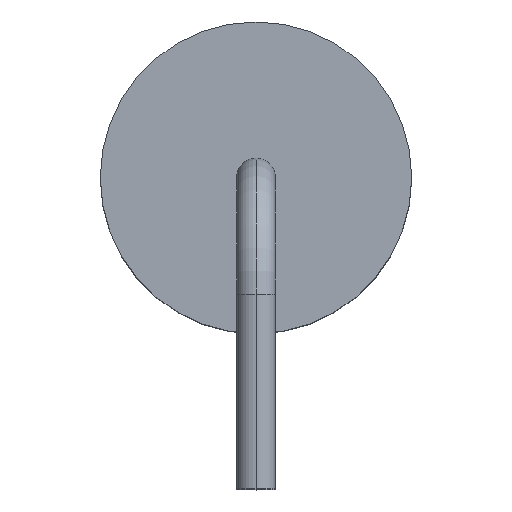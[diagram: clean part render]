
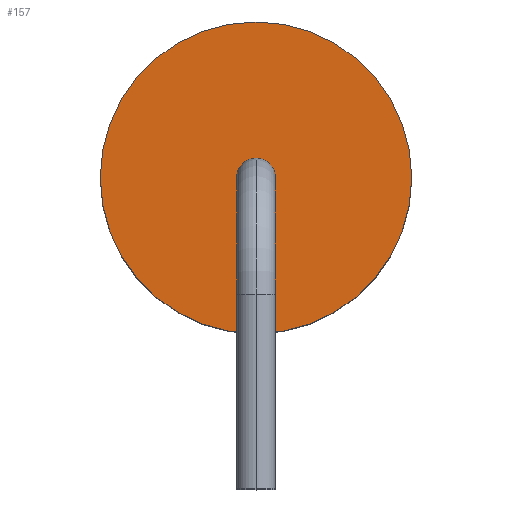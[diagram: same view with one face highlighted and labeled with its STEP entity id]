
A CAD part, top view. The second image highlights one B-rep face of the part: STEP entity #157.
In plain terms, the highlighted planar face has unit normal (0, 0, 1).
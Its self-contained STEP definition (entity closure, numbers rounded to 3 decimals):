
#3 = DIRECTION ( 'NONE',  ( 0., 0., 1. ) ) ;
#32 = VERTEX_POINT ( 'NONE', #336 ) ;
#40 = CIRCLE ( 'NONE', #254, 4. ) ;
#61 = CARTESIAN_POINT ( 'NONE',  ( 0., 0., 3.025 ) ) ;
#64 = VERTEX_POINT ( 'NONE', #174 ) ;
#87 = CARTESIAN_POINT ( 'NONE',  ( 0., 0., 3.025 ) ) ;
#89 = CIRCLE ( 'NONE', #261, 4. ) ;
#116 = DIRECTION ( 'NONE',  ( 1., 0., 0. ) ) ;
#122 = FACE_OUTER_BOUND ( 'NONE', #225, .T. ) ;
#125 = DIRECTION ( 'NONE',  ( 1., 0., 0. ) ) ;
#157 = ADVANCED_FACE ( 'NONE', ( #468, #122 ), #482, .T. ) ;
#159 = CARTESIAN_POINT ( 'NONE',  ( 4., 0., 3.025 ) ) ;
#160 = EDGE_CURVE ( 'NONE', #32, #64, #205, .T. ) ;
#162 = DIRECTION ( 'NONE',  ( 1., 0., 0. ) ) ;
#174 = CARTESIAN_POINT ( 'NONE',  ( 0., -0.5, 3.025 ) ) ;
#199 = EDGE_LOOP ( 'NONE', ( #272, #318 ) ) ;
#205 = CIRCLE ( 'NONE', #427, 0.5 ) ;
#211 = CIRCLE ( 'NONE', #451, 0.5 ) ;
#225 = EDGE_LOOP ( 'NONE', ( #459, #308 ) ) ;
#239 = DIRECTION ( 'NONE',  ( 0., 0., 1. ) ) ;
#254 = AXIS2_PLACEMENT_3D ( 'NONE', #314, #3, #116 ) ;
#261 = AXIS2_PLACEMENT_3D ( 'NONE', #353, #435, #395 ) ;
#272 = ORIENTED_EDGE ( 'NONE', *, *, #387, .F. ) ;
#293 = EDGE_CURVE ( 'NONE', #416, #369, #40, .T. ) ;
#308 = ORIENTED_EDGE ( 'NONE', *, *, #388, .T. ) ;
#314 = CARTESIAN_POINT ( 'NONE',  ( 0., 0., 3.025 ) ) ;
#315 = CARTESIAN_POINT ( 'NONE',  ( -4., 0., 3.025 ) ) ;
#318 = ORIENTED_EDGE ( 'NONE', *, *, #160, .F. ) ;
#336 = CARTESIAN_POINT ( 'NONE',  ( 0., 0.5, 3.025 ) ) ;
#349 = DIRECTION ( 'NONE',  ( 0., 0., 1. ) ) ;
#353 = CARTESIAN_POINT ( 'NONE',  ( 0., 0., 3.025 ) ) ;
#369 = VERTEX_POINT ( 'NONE', #159 ) ;
#387 = EDGE_CURVE ( 'NONE', #64, #32, #211, .T. ) ;
#388 = EDGE_CURVE ( 'NONE', #369, #416, #89, .T. ) ;
#391 = DIRECTION ( 'NONE',  ( 0., 0., 1. ) ) ;
#395 = DIRECTION ( 'NONE',  ( 1., 0., 0. ) ) ;
#400 = AXIS2_PLACEMENT_3D ( 'NONE', #87, #239, #442 ) ;
#416 = VERTEX_POINT ( 'NONE', #315 ) ;
#427 = AXIS2_PLACEMENT_3D ( 'NONE', #61, #391, #162 ) ;
#435 = DIRECTION ( 'NONE',  ( 0., 0., 1. ) ) ;
#442 = DIRECTION ( 'NONE',  ( 1., 0., 0. ) ) ;
#451 = AXIS2_PLACEMENT_3D ( 'NONE', #476, #349, #125 ) ;
#459 = ORIENTED_EDGE ( 'NONE', *, *, #293, .T. ) ;
#468 = FACE_BOUND ( 'NONE', #199, .T. ) ;
#476 = CARTESIAN_POINT ( 'NONE',  ( 0., 0., 3.025 ) ) ;
#482 = PLANE ( 'NONE',  #400 ) ;
